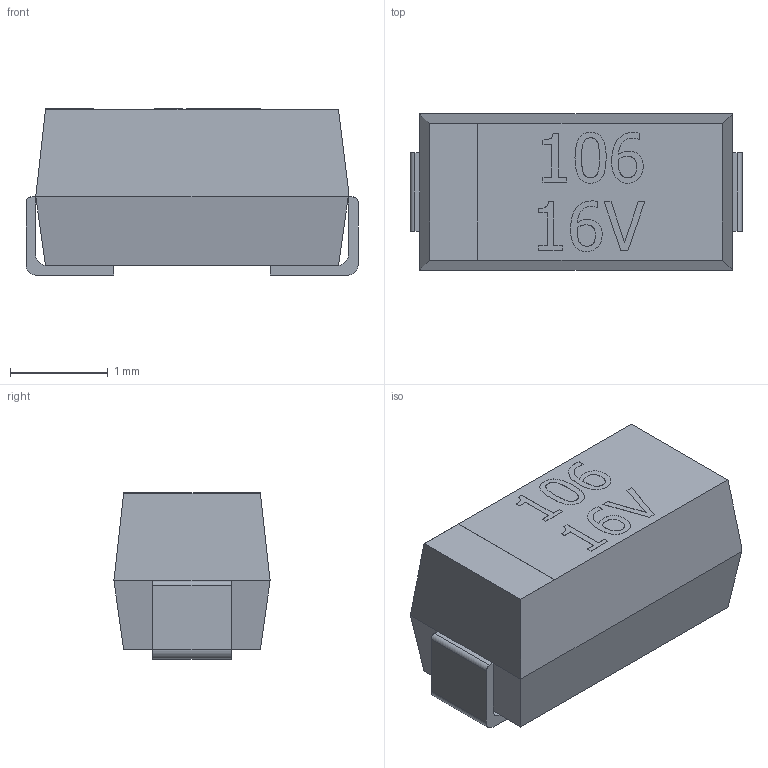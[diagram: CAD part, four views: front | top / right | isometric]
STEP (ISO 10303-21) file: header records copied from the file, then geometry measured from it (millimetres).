
FILE_DESCRIPTION((''),'2;1');
FILE_NAME('tantalum 10uF.stp','2015-04-13T14:43:51',('s42851'),(''),'Autodesk Inventor 2012','Autodesk Inventor 2012','');
FILE_SCHEMA(('AUTOMOTIVE_DESIGN { 1 0 10303 214 1 1 1 1 }'));
Length unit declared in the file: millimetre
Products named in the file (1): tantalum 10uF
Bounding box: 3.4 x 1.6 x 1.7 mm (x, y, z)
Volume: 7.7 mm3; surface area: 26.9 mm2
Topology: 1 solids, 1 shells, 128 faces, 343 edges, 222 vertices
Faces by surface type: plane 70, bspline 52, cylinder 6
Entity records: 4286 total; most frequent: CARTESIAN_POINT 1370, ORIENTED_EDGE 686, DIRECTION 405, EDGE_CURVE 343, VECTOR 227, LINE 227, VERTEX_POINT 222, EDGE_LOOP 137
